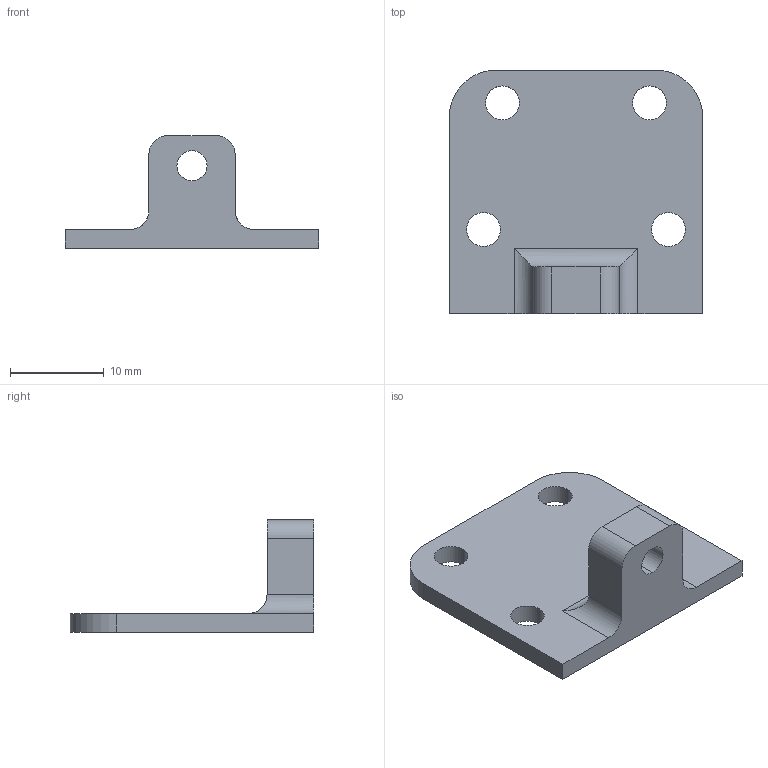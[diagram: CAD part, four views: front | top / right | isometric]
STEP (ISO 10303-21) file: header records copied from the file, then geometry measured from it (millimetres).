
FILE_DESCRIPTION (( 'STEP AP214' ), '1' );
FILE_NAME ('Hot End Plate.STEP', '2014-02-23T20:25:48', ( '' ), ( '' ), 'SwSTEP 2.0', 'SolidWorks 2011', '' );
FILE_SCHEMA (( 'AUTOMOTIVE_DESIGN' ));
Length unit declared in the file: millimetre
Products named in the file (1): Hot End Plate
Bounding box: 27 x 26 x 12 mm (x, y, z)
Volume: 1730.3 mm3; surface area: 1887.5 mm2
Topology: 1 solids, 1 shells, 27 faces, 73 edges, 48 vertices
Faces by surface type: cylinder 17, plane 10
Entity records: 915 total; most frequent: DIRECTION 157, CARTESIAN_POINT 155, ORIENTED_EDGE 146, EDGE_CURVE 73, AXIS2_PLACEMENT_3D 58, VERTEX_POINT 48, VECTOR 41, LINE 41
